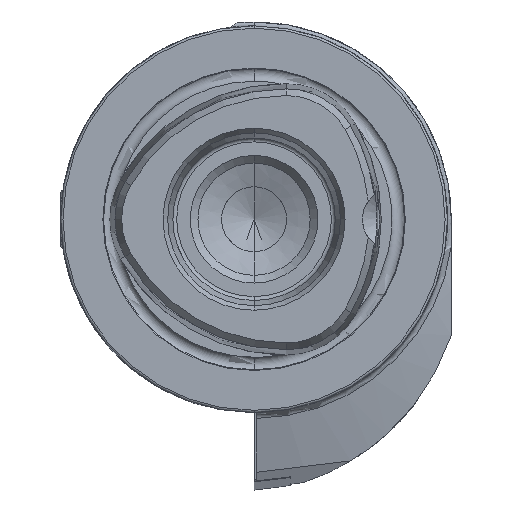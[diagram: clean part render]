
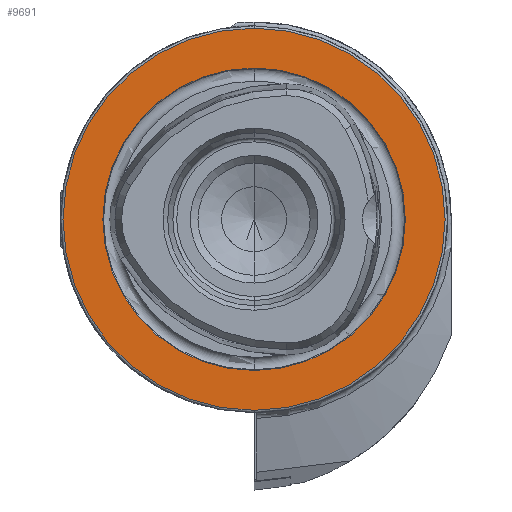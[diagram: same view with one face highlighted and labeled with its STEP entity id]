
A CAD part, left-side view. The second image highlights one B-rep face of the part: STEP entity #9691.
In plain terms, the highlighted planar face has unit normal (-1, 0, 0).
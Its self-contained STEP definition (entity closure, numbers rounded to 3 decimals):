
#9 = CARTESIAN_POINT ( 'NONE',  ( 0., 0., -19.55 ) ) ;
#388 = PLANE ( 'NONE',  #11290 ) ;
#416 = AXIS2_PLACEMENT_3D ( 'NONE', #8488, #12498, #7516 ) ;
#502 = EDGE_CURVE ( 'NONE', #11275, #9643, #2818, .T. ) ;
#635 = DIRECTION ( 'NONE',  ( -1., 0., 0. ) ) ;
#1032 = EDGE_LOOP ( 'NONE', ( #5986, #11092 ) ) ;
#1089 = AXIS2_PLACEMENT_3D ( 'NONE', #5851, #5887, #1943 ) ;
#1305 = CARTESIAN_POINT ( 'NONE',  ( 0., 19.55, 0. ) ) ;
#1398 = AXIS2_PLACEMENT_3D ( 'NONE', #1703, #635, #4565 ) ;
#1703 = CARTESIAN_POINT ( 'NONE',  ( 0., 0., 0. ) ) ;
#1943 = DIRECTION ( 'NONE',  ( 0., 0., 1. ) ) ;
#2322 = FACE_OUTER_BOUND ( 'NONE', #3364, .T. ) ;
#2554 = CARTESIAN_POINT ( 'NONE',  ( 0., 0., 0. ) ) ;
#2818 = CIRCLE ( 'NONE', #9841, 24.7 ) ;
#3364 = EDGE_LOOP ( 'NONE', ( #7152, #12002 ) ) ;
#3535 = EDGE_CURVE ( 'NONE', #8153, #6406, #6465, .T. ) ;
#4468 = DIRECTION ( 'NONE',  ( 0., 0., 1. ) ) ;
#4565 = DIRECTION ( 'NONE',  ( 0., 0., 1. ) ) ;
#5203 = EDGE_CURVE ( 'NONE', #6406, #8153, #12398, .T. ) ;
#5310 = CARTESIAN_POINT ( 'NONE',  ( 0., 0., 24.7 ) ) ;
#5521 = DIRECTION ( 'NONE',  ( -1., 0., 0. ) ) ;
#5851 = CARTESIAN_POINT ( 'NONE',  ( 0., 0., 0. ) ) ;
#5887 = DIRECTION ( 'NONE',  ( -1., 0., 0. ) ) ;
#5986 = ORIENTED_EDGE ( 'NONE', *, *, #3535, .F. ) ;
#6406 = VERTEX_POINT ( 'NONE', #9 ) ;
#6465 = CIRCLE ( 'NONE', #1089, 19.55 ) ;
#6757 = EDGE_CURVE ( 'NONE', #9643, #11275, #7300, .T. ) ;
#7152 = ORIENTED_EDGE ( 'NONE', *, *, #6757, .T. ) ;
#7300 = CIRCLE ( 'NONE', #1398, 24.7 ) ;
#7516 = DIRECTION ( 'NONE',  ( 0., 0., 1. ) ) ;
#7647 = FACE_BOUND ( 'NONE', #1032, .T. ) ;
#8116 = DIRECTION ( 'NONE',  ( 0., 0., -1. ) ) ;
#8153 = VERTEX_POINT ( 'NONE', #10486 ) ;
#8488 = CARTESIAN_POINT ( 'NONE',  ( 0., 0., 0. ) ) ;
#9643 = VERTEX_POINT ( 'NONE', #5310 ) ;
#9691 = ADVANCED_FACE ( 'NONE', ( #7647, #2322 ), #388, .F. ) ;
#9841 = AXIS2_PLACEMENT_3D ( 'NONE', #2554, #5521, #4468 ) ;
#10259 = CARTESIAN_POINT ( 'NONE',  ( 0., 0., -24.7 ) ) ;
#10486 = CARTESIAN_POINT ( 'NONE',  ( 0., 0., 19.55 ) ) ;
#11092 = ORIENTED_EDGE ( 'NONE', *, *, #5203, .F. ) ;
#11101 = DIRECTION ( 'NONE',  ( 1., 0., 0. ) ) ;
#11275 = VERTEX_POINT ( 'NONE', #10259 ) ;
#11290 = AXIS2_PLACEMENT_3D ( 'NONE', #1305, #11101, #8116 ) ;
#12002 = ORIENTED_EDGE ( 'NONE', *, *, #502, .T. ) ;
#12398 = CIRCLE ( 'NONE', #416, 19.55 ) ;
#12498 = DIRECTION ( 'NONE',  ( -1., 0., 0. ) ) ;
